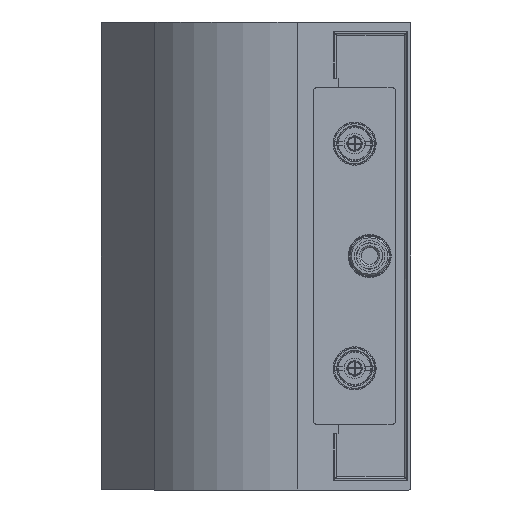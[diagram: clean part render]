
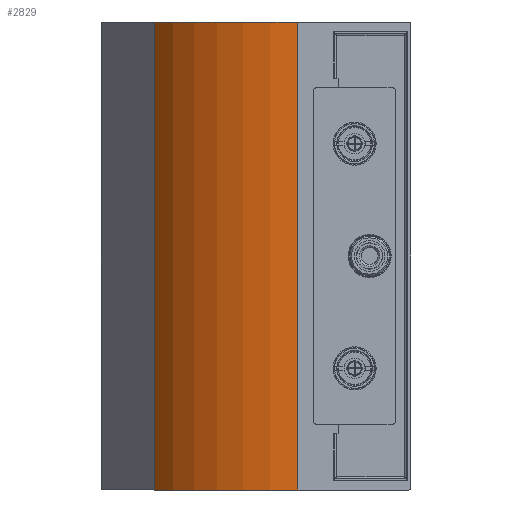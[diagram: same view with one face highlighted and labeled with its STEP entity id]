
A CAD part, left-side view. The second image highlights one B-rep face of the part: STEP entity #2829.
In plain terms, the highlighted cylindrical face has radius 93 mm (diameter 186 mm), a partial arc.
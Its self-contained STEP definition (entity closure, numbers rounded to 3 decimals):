
#2829=ADVANCED_FACE('',(#4873),#4874,.T.);
#4873=FACE_OUTER_BOUND('',#7258,.T.);
#4874=CYLINDRICAL_SURFACE('',#7259,93.0);
#7258=EDGE_LOOP('',(#11950,#11951,#11952,#11953));
#7259=AXIS2_PLACEMENT_3D('',#11954,#11955,#11956);
#11950=ORIENTED_EDGE('',*,*,#14176,.F.);
#11951=ORIENTED_EDGE('',*,*,#14162,.F.);
#11952=ORIENTED_EDGE('',*,*,#14139,.T.);
#11953=ORIENTED_EDGE('',*,*,#14166,.T.);
#11954=CARTESIAN_POINT('',(50.332,-20.951,-500000.0));
#11955=DIRECTION('',(0.0,0.0,1.0));
#11956=DIRECTION('',(1.0,0.0,0.0));
#14139=EDGE_CURVE('',#16908,#16916,#16918,.T.);
#14162=EDGE_CURVE('',#16908,#16948,#16955,.F.);
#14166=EDGE_CURVE('',#16916,#16959,#16961,.F.);
#14176=EDGE_CURVE('',#16948,#16959,#16973,.T.);
#16908=VERTEX_POINT('',#21509);
#16916=VERTEX_POINT('',#21519);
#16918=LINE('',#21522,#21523);
#16948=VERTEX_POINT('',#21561);
#16955=CIRCLE('',#21571,93.0);
#16959=VERTEX_POINT('',#21576);
#16961=CIRCLE('',#21579,93.0);
#16973=LINE('',#21596,#21597);
#21509=CARTESIAN_POINT('',(-42.668,-20.951,-125.));
#21519=CARTESIAN_POINT('',(-42.668,-20.951,125.));
#21522=CARTESIAN_POINT('',(-42.668,-20.951,-500000.0));
#21523=VECTOR('',#23890,1.0);
#21561=CARTESIAN_POINT('',(-3.01,55.23,-125.));
#21571=AXIS2_PLACEMENT_3D('',#23920,#23921,#23922);
#21576=CARTESIAN_POINT('',(-3.01,55.23,125.));
#21579=AXIS2_PLACEMENT_3D('',#23925,#23926,#23927);
#21596=CARTESIAN_POINT('',(-3.01,55.23,-500000.0));
#21597=VECTOR('',#23936,1.0);
#23890=DIRECTION('',(0.0,0.0,1.0));
#23920=CARTESIAN_POINT('',(50.332,-20.951,-125.));
#23921=DIRECTION('',(0.0,0.0,1.0));
#23922=DIRECTION('',(1.0,0.0,0.0));
#23925=CARTESIAN_POINT('',(50.332,-20.951,125.));
#23926=DIRECTION('',(0.0,0.0,1.0));
#23927=DIRECTION('',(1.0,0.0,0.0));
#23936=DIRECTION('',(0.0,0.0,1.0));
